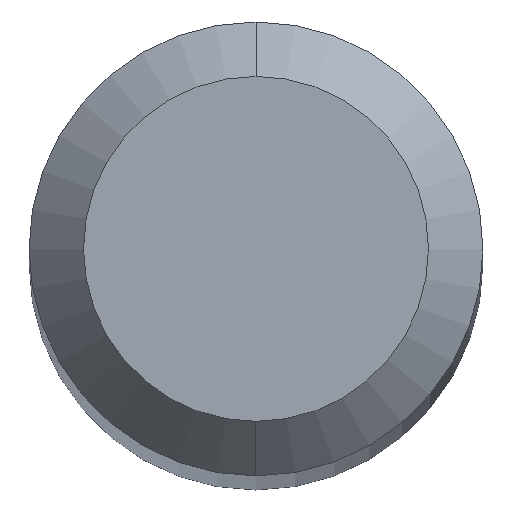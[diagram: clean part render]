
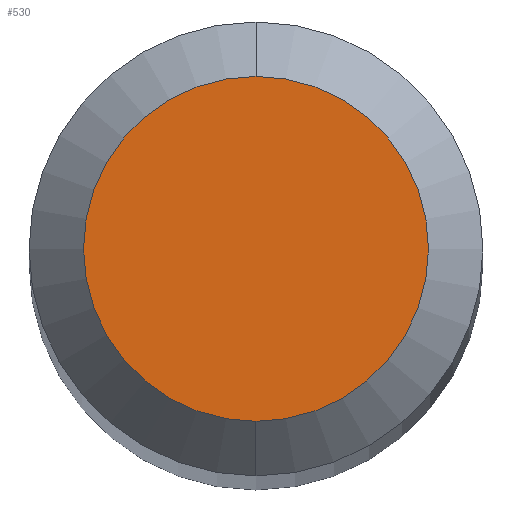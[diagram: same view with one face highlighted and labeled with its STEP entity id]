
A CAD part, top view. The second image highlights one B-rep face of the part: STEP entity #530.
In plain terms, the highlighted planar face has unit normal (0, 0, 1).
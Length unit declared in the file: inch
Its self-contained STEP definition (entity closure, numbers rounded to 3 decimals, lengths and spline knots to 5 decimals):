
#62 = AXIS2_PLACEMENT_3D ( 'NONE', #112, #207, #211 ) ;
#77 = EDGE_LOOP ( 'NONE', ( #287, #96 ) ) ;
#93 = CARTESIAN_POINT ( 'NONE',  ( 0., 0.0475, 0. ) ) ;
#96 = ORIENTED_EDGE ( 'NONE', *, *, #395, .T. ) ;
#110 = CARTESIAN_POINT ( 'NONE',  ( 0., 0.0475, 0. ) ) ;
#112 = CARTESIAN_POINT ( 'NONE',  ( 0., 0., 0. ) ) ;
#126 = PLANE ( 'NONE',  #365 ) ;
#131 = CARTESIAN_POINT ( 'NONE',  ( 0., 0., 0. ) ) ;
#143 = FACE_OUTER_BOUND ( 'NONE', #77, .T. ) ;
#170 = AXIS2_PLACEMENT_3D ( 'NONE', #131, #390, #343 ) ;
#176 = VERTEX_POINT ( 'NONE', #484 ) ;
#207 = DIRECTION ( 'NONE',  ( 0., 0., 1. ) ) ;
#211 = DIRECTION ( 'NONE',  ( 0., -1., 0. ) ) ;
#240 = DIRECTION ( 'NONE',  ( 0., 1., 0. ) ) ;
#287 = ORIENTED_EDGE ( 'NONE', *, *, #553, .T. ) ;
#327 = VERTEX_POINT ( 'NONE', #93 ) ;
#341 = CIRCLE ( 'NONE', #170, 0.0475 ) ;
#343 = DIRECTION ( 'NONE',  ( 0., -1., 0. ) ) ;
#365 = AXIS2_PLACEMENT_3D ( 'NONE', #110, #428, #240 ) ;
#390 = DIRECTION ( 'NONE',  ( 0., 0., 1. ) ) ;
#395 = EDGE_CURVE ( 'NONE', #176, #327, #341, .T. ) ;
#428 = DIRECTION ( 'NONE',  ( 0., 0., -1. ) ) ;
#435 = CIRCLE ( 'NONE', #62, 0.0475 ) ;
#484 = CARTESIAN_POINT ( 'NONE',  ( 0., -0.0475, 0. ) ) ;
#530 = ADVANCED_FACE ( 'NONE', ( #143 ), #126, .F. ) ;
#553 = EDGE_CURVE ( 'NONE', #327, #176, #435, .T. ) ;
